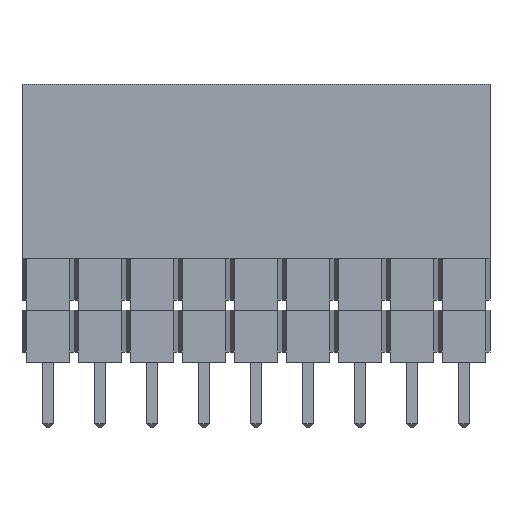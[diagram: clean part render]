
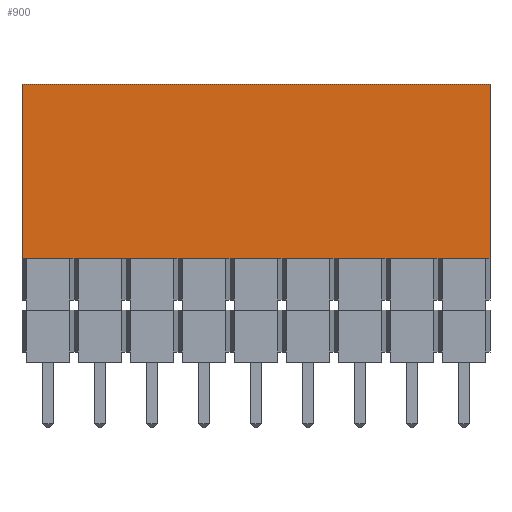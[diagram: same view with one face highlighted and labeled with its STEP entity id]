
A CAD part, front view. The second image highlights one B-rep face of the part: STEP entity #900.
In plain terms, the highlighted planar face has unit normal (0, -1, 0).
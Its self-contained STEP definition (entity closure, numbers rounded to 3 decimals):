
#22 = VERTEX_POINT('',#23);
#23 = CARTESIAN_POINT('',(-1.27,-1.27,13.58));
#31 = EDGE_CURVE('',#22,#32,#34,.T.);
#32 = VERTEX_POINT('',#33);
#33 = CARTESIAN_POINT('',(21.59,-1.27,13.58));
#34 = LINE('',#35,#36);
#35 = CARTESIAN_POINT('',(-1.27,-1.27,13.58));
#36 = VECTOR('',#37,1.);
#37 = DIRECTION('',(1.,0.,0.));
#674 = EDGE_CURVE('',#675,#22,#677,.T.);
#675 = VERTEX_POINT('',#676);
#676 = CARTESIAN_POINT('',(-1.27,-1.27,5.08));
#677 = LINE('',#678,#679);
#678 = CARTESIAN_POINT('',(-1.27,-1.27,5.08));
#679 = VECTOR('',#680,1.);
#680 = DIRECTION('',(0.,0.,1.));
#900 = ADVANCED_FACE('',(#901),#1063,.F.);
#901 = FACE_BOUND('',#902,.F.);
#902 = EDGE_LOOP('',(#903,#911,#912,#913,#921,#929,#937,#945,#953,#961,
    #969,#977,#985,#993,#1001,#1009,#1017,#1025,#1033,#1041,#1049,#1057)
  );
#903 = ORIENTED_EDGE('',*,*,#904,.F.);
#904 = EDGE_CURVE('',#675,#905,#907,.T.);
#905 = VERTEX_POINT('',#906);
#906 = CARTESIAN_POINT('',(-1.07,-1.27,5.08));
#907 = LINE('',#908,#909);
#908 = CARTESIAN_POINT('',(-1.27,-1.27,5.08));
#909 = VECTOR('',#910,1.);
#910 = DIRECTION('',(1.,0.,0.));
#911 = ORIENTED_EDGE('',*,*,#674,.T.);
#912 = ORIENTED_EDGE('',*,*,#31,.T.);
#913 = ORIENTED_EDGE('',*,*,#914,.F.);
#914 = EDGE_CURVE('',#915,#32,#917,.T.);
#915 = VERTEX_POINT('',#916);
#916 = CARTESIAN_POINT('',(21.59,-1.27,5.08));
#917 = LINE('',#918,#919);
#918 = CARTESIAN_POINT('',(21.59,-1.27,5.08));
#919 = VECTOR('',#920,1.);
#920 = DIRECTION('',(0.,0.,1.));
#921 = ORIENTED_EDGE('',*,*,#922,.F.);
#922 = EDGE_CURVE('',#923,#915,#925,.T.);
#923 = VERTEX_POINT('',#924);
#924 = CARTESIAN_POINT('',(21.39,-1.27,5.08));
#925 = LINE('',#926,#927);
#926 = CARTESIAN_POINT('',(-1.27,-1.27,5.08));
#927 = VECTOR('',#928,1.);
#928 = DIRECTION('',(1.,0.,0.));
#929 = ORIENTED_EDGE('',*,*,#930,.F.);
#930 = EDGE_CURVE('',#931,#923,#933,.T.);
#931 = VERTEX_POINT('',#932);
#932 = CARTESIAN_POINT('',(19.25,-1.27,5.08));
#933 = LINE('',#934,#935);
#934 = CARTESIAN_POINT('',(19.05,-1.27,5.08));
#935 = VECTOR('',#936,1.);
#936 = DIRECTION('',(1.,0.,0.));
#937 = ORIENTED_EDGE('',*,*,#938,.F.);
#938 = EDGE_CURVE('',#939,#931,#941,.T.);
#939 = VERTEX_POINT('',#940);
#940 = CARTESIAN_POINT('',(18.85,-1.27,5.08));
#941 = LINE('',#942,#943);
#942 = CARTESIAN_POINT('',(-1.27,-1.27,5.08));
#943 = VECTOR('',#944,1.);
#944 = DIRECTION('',(1.,0.,0.));
#945 = ORIENTED_EDGE('',*,*,#946,.F.);
#946 = EDGE_CURVE('',#947,#939,#949,.T.);
#947 = VERTEX_POINT('',#948);
#948 = CARTESIAN_POINT('',(16.71,-1.27,5.08));
#949 = LINE('',#950,#951);
#950 = CARTESIAN_POINT('',(16.51,-1.27,5.08));
#951 = VECTOR('',#952,1.);
#952 = DIRECTION('',(1.,0.,0.));
#953 = ORIENTED_EDGE('',*,*,#954,.F.);
#954 = EDGE_CURVE('',#955,#947,#957,.T.);
#955 = VERTEX_POINT('',#956);
#956 = CARTESIAN_POINT('',(16.31,-1.27,5.08));
#957 = LINE('',#958,#959);
#958 = CARTESIAN_POINT('',(-1.27,-1.27,5.08));
#959 = VECTOR('',#960,1.);
#960 = DIRECTION('',(1.,0.,0.));
#961 = ORIENTED_EDGE('',*,*,#962,.F.);
#962 = EDGE_CURVE('',#963,#955,#965,.T.);
#963 = VERTEX_POINT('',#964);
#964 = CARTESIAN_POINT('',(14.17,-1.27,5.08));
#965 = LINE('',#966,#967);
#966 = CARTESIAN_POINT('',(13.97,-1.27,5.08));
#967 = VECTOR('',#968,1.);
#968 = DIRECTION('',(1.,0.,0.));
#969 = ORIENTED_EDGE('',*,*,#970,.F.);
#970 = EDGE_CURVE('',#971,#963,#973,.T.);
#971 = VERTEX_POINT('',#972);
#972 = CARTESIAN_POINT('',(13.77,-1.27,5.08));
#973 = LINE('',#974,#975);
#974 = CARTESIAN_POINT('',(-1.27,-1.27,5.08));
#975 = VECTOR('',#976,1.);
#976 = DIRECTION('',(1.,0.,0.));
#977 = ORIENTED_EDGE('',*,*,#978,.F.);
#978 = EDGE_CURVE('',#979,#971,#981,.T.);
#979 = VERTEX_POINT('',#980);
#980 = CARTESIAN_POINT('',(11.63,-1.27,5.08));
#981 = LINE('',#982,#983);
#982 = CARTESIAN_POINT('',(11.43,-1.27,5.08));
#983 = VECTOR('',#984,1.);
#984 = DIRECTION('',(1.,0.,0.));
#985 = ORIENTED_EDGE('',*,*,#986,.F.);
#986 = EDGE_CURVE('',#987,#979,#989,.T.);
#987 = VERTEX_POINT('',#988);
#988 = CARTESIAN_POINT('',(11.23,-1.27,5.08));
#989 = LINE('',#990,#991);
#990 = CARTESIAN_POINT('',(-1.27,-1.27,5.08));
#991 = VECTOR('',#992,1.);
#992 = DIRECTION('',(1.,0.,0.));
#993 = ORIENTED_EDGE('',*,*,#994,.F.);
#994 = EDGE_CURVE('',#995,#987,#997,.T.);
#995 = VERTEX_POINT('',#996);
#996 = CARTESIAN_POINT('',(9.09,-1.27,5.08));
#997 = LINE('',#998,#999);
#998 = CARTESIAN_POINT('',(8.89,-1.27,5.08));
#999 = VECTOR('',#1000,1.);
#1000 = DIRECTION('',(1.,0.,0.));
#1001 = ORIENTED_EDGE('',*,*,#1002,.F.);
#1002 = EDGE_CURVE('',#1003,#995,#1005,.T.);
#1003 = VERTEX_POINT('',#1004);
#1004 = CARTESIAN_POINT('',(8.69,-1.27,5.08));
#1005 = LINE('',#1006,#1007);
#1006 = CARTESIAN_POINT('',(-1.27,-1.27,5.08));
#1007 = VECTOR('',#1008,1.);
#1008 = DIRECTION('',(1.,0.,0.));
#1009 = ORIENTED_EDGE('',*,*,#1010,.F.);
#1010 = EDGE_CURVE('',#1011,#1003,#1013,.T.);
#1011 = VERTEX_POINT('',#1012);
#1012 = CARTESIAN_POINT('',(6.55,-1.27,5.08));
#1013 = LINE('',#1014,#1015);
#1014 = CARTESIAN_POINT('',(6.35,-1.27,5.08));
#1015 = VECTOR('',#1016,1.);
#1016 = DIRECTION('',(1.,0.,0.));
#1017 = ORIENTED_EDGE('',*,*,#1018,.F.);
#1018 = EDGE_CURVE('',#1019,#1011,#1021,.T.);
#1019 = VERTEX_POINT('',#1020);
#1020 = CARTESIAN_POINT('',(6.15,-1.27,5.08));
#1021 = LINE('',#1022,#1023);
#1022 = CARTESIAN_POINT('',(-1.27,-1.27,5.08));
#1023 = VECTOR('',#1024,1.);
#1024 = DIRECTION('',(1.,0.,0.));
#1025 = ORIENTED_EDGE('',*,*,#1026,.F.);
#1026 = EDGE_CURVE('',#1027,#1019,#1029,.T.);
#1027 = VERTEX_POINT('',#1028);
#1028 = CARTESIAN_POINT('',(4.01,-1.27,5.08));
#1029 = LINE('',#1030,#1031);
#1030 = CARTESIAN_POINT('',(3.81,-1.27,5.08));
#1031 = VECTOR('',#1032,1.);
#1032 = DIRECTION('',(1.,0.,0.));
#1033 = ORIENTED_EDGE('',*,*,#1034,.F.);
#1034 = EDGE_CURVE('',#1035,#1027,#1037,.T.);
#1035 = VERTEX_POINT('',#1036);
#1036 = CARTESIAN_POINT('',(3.61,-1.27,5.08));
#1037 = LINE('',#1038,#1039);
#1038 = CARTESIAN_POINT('',(-1.27,-1.27,5.08));
#1039 = VECTOR('',#1040,1.);
#1040 = DIRECTION('',(1.,0.,0.));
#1041 = ORIENTED_EDGE('',*,*,#1042,.F.);
#1042 = EDGE_CURVE('',#1043,#1035,#1045,.T.);
#1043 = VERTEX_POINT('',#1044);
#1044 = CARTESIAN_POINT('',(1.47,-1.27,5.08));
#1045 = LINE('',#1046,#1047);
#1046 = CARTESIAN_POINT('',(1.27,-1.27,5.08));
#1047 = VECTOR('',#1048,1.);
#1048 = DIRECTION('',(1.,0.,0.));
#1049 = ORIENTED_EDGE('',*,*,#1050,.F.);
#1050 = EDGE_CURVE('',#1051,#1043,#1053,.T.);
#1051 = VERTEX_POINT('',#1052);
#1052 = CARTESIAN_POINT('',(1.07,-1.27,5.08));
#1053 = LINE('',#1054,#1055);
#1054 = CARTESIAN_POINT('',(-1.27,-1.27,5.08));
#1055 = VECTOR('',#1056,1.);
#1056 = DIRECTION('',(1.,0.,0.));
#1057 = ORIENTED_EDGE('',*,*,#1058,.F.);
#1058 = EDGE_CURVE('',#905,#1051,#1059,.T.);
#1059 = LINE('',#1060,#1061);
#1060 = CARTESIAN_POINT('',(-1.27,-1.27,5.08));
#1061 = VECTOR('',#1062,1.);
#1062 = DIRECTION('',(1.,0.,0.));
#1063 = PLANE('',#1064);
#1064 = AXIS2_PLACEMENT_3D('',#1065,#1066,#1067);
#1065 = CARTESIAN_POINT('',(-1.27,-1.27,5.08));
#1066 = DIRECTION('',(0.,1.,0.));
#1067 = DIRECTION('',(0.,0.,1.));
